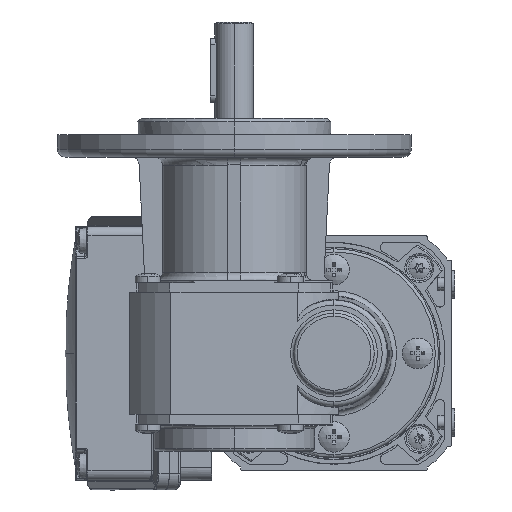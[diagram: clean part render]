
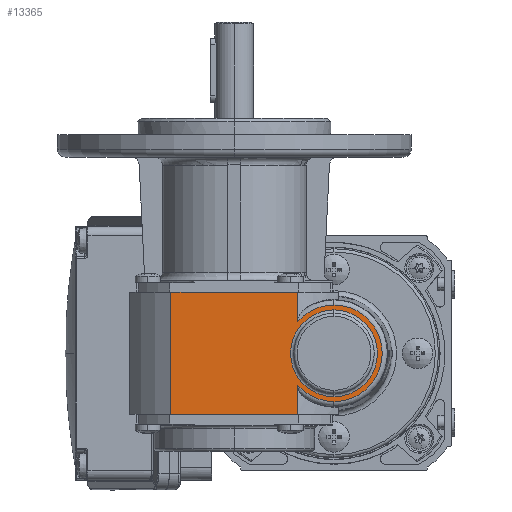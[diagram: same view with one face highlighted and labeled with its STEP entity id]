
A CAD part, left-side view. The second image highlights one B-rep face of the part: STEP entity #13365.
In plain terms, the highlighted planar face has unit normal (-1, 0, 0).
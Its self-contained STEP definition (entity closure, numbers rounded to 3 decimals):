
#13365=ADVANCED_FACE('NONE',(#22163,#22164),#22165,.F.);
#22163=FACE_OUTER_BOUND('',#34576,.T.);
#22164=FACE_BOUND('',#34577,.T.);
#22165=PLANE('',#34578);
#34576=EDGE_LOOP('',(#44934,#44935,#44936,#44937,#44938,#44939,#44940,#44941));
#34577=EDGE_LOOP('',(#44942,#44943));
#34578=AXIS2_PLACEMENT_3D('',#44944,#44945,#44946);
#44934=ORIENTED_EDGE('',*,*,#58839,.F.);
#44935=ORIENTED_EDGE('',*,*,#58840,.T.);
#44936=ORIENTED_EDGE('',*,*,#58841,.T.);
#44937=ORIENTED_EDGE('',*,*,#58842,.T.);
#44938=ORIENTED_EDGE('',*,*,#58843,.F.);
#44939=ORIENTED_EDGE('',*,*,#58196,.F.);
#44940=ORIENTED_EDGE('',*,*,#58844,.T.);
#44941=ORIENTED_EDGE('',*,*,#58845,.T.);
#44942=ORIENTED_EDGE('',*,*,#58495,.F.);
#44943=ORIENTED_EDGE('',*,*,#58846,.F.);
#44944=CARTESIAN_POINT('',(-118.15,13.5,-41.75));
#44945=DIRECTION('',(1.0,0.0,0.0));
#44946=DIRECTION('',(0.0,1.0,0.0));
#58196=EDGE_CURVE('NONE',#68844,#68846,#68847,.T.);
#58495=EDGE_CURVE('NONE',#69340,#69342,#69343,.T.);
#58839=EDGE_CURVE('NONE',#69916,#69917,#69918,.T.);
#58840=EDGE_CURVE('NONE',#69916,#69919,#69920,.T.);
#58841=EDGE_CURVE('NONE',#69919,#69921,#69922,.T.);
#58842=EDGE_CURVE('NONE',#69921,#69923,#69924,.T.);
#58843=EDGE_CURVE('NONE',#68846,#69923,#69925,.T.);
#58844=EDGE_CURVE('NONE',#68844,#69926,#69927,.T.);
#58845=EDGE_CURVE('NONE',#69926,#69917,#69928,.T.);
#58846=EDGE_CURVE('NONE',#69342,#69340,#69929,.T.);
#68844=VERTEX_POINT('NONE',#86165);
#68846=VERTEX_POINT('NONE',#86167);
#68847=LINE('',#86168,#86169);
#69340=VERTEX_POINT('NONE',#86969);
#69342=VERTEX_POINT('',#86971);
#69343=CIRCLE('',#86972,13.5);
#69916=VERTEX_POINT('NONE',#88013);
#69917=VERTEX_POINT('NONE',#88014);
#69918=LINE('',#88015,#88016);
#69919=VERTEX_POINT('',#88017);
#69920=CIRCLE('',#88018,15.004);
#69921=VERTEX_POINT('',#88019);
#69922=CIRCLE('',#88020,15.004);
#69923=VERTEX_POINT('NONE',#88021);
#69924=CIRCLE('',#88022,15.004);
#69925=LINE('',#88023,#88024);
#69926=VERTEX_POINT('NONE',#88025);
#69927=LINE('',#88026,#88027);
#69928=LINE('',#88028,#88029);
#69929=CIRCLE('',#88030,13.5);
#86165=CARTESIAN_POINT('',(-118.15,50.691,-22.75));
#86167=CARTESIAN_POINT('',(-118.15,11.309,-22.75));
#86168=CARTESIAN_POINT('',(-118.15,50.691,-22.75));
#86169=VECTOR('',#109449,1000.0);
#86969=CARTESIAN_POINT('',(-118.15,0.,-28.25));
#86971=CARTESIAN_POINT('',(-118.15,0.,-55.25));
#86972=AXIS2_PLACEMENT_3D('',#109756,#109757,#109758);
#88013=CARTESIAN_POINT('',(-118.15,11.309,-51.611));
#88014=CARTESIAN_POINT('',(-118.15,11.309,-60.75));
#88015=CARTESIAN_POINT('',(-118.15,11.309,-22.75));
#88016=VECTOR('',#110195,1000.0);
#88017=CARTESIAN_POINT('',(-118.15,0.,-56.754));
#88018=AXIS2_PLACEMENT_3D('',#110196,#110197,#110198);
#88019=CARTESIAN_POINT('',(-118.15,0.,-26.746));
#88020=AXIS2_PLACEMENT_3D('',#110199,#110200,#110201);
#88021=CARTESIAN_POINT('',(-118.15,11.309,-31.889));
#88022=AXIS2_PLACEMENT_3D('',#110202,#110203,#110204);
#88023=CARTESIAN_POINT('',(-118.15,11.309,-22.75));
#88024=VECTOR('',#110205,1000.0);
#88025=CARTESIAN_POINT('',(-118.15,50.691,-60.75));
#88026=CARTESIAN_POINT('',(-118.15,50.691,-22.75));
#88027=VECTOR('',#110206,1000.0);
#88028=CARTESIAN_POINT('',(-118.15,50.691,-60.75));
#88029=VECTOR('',#110207,1000.0);
#88030=AXIS2_PLACEMENT_3D('',#110208,#110209,#110210);
#109449=DIRECTION('',(0.0,-1.0,0.0));
#109756=CARTESIAN_POINT('',(-118.15,0.,-41.75));
#109757=DIRECTION('',(-1.0,0.0,0.0));
#109758=DIRECTION('',(0.0,0.0,1.0));
#110195=DIRECTION('',(0.0,0.0,-1.0));
#110196=CARTESIAN_POINT('',(-118.15,0.,-41.75));
#110197=DIRECTION('',(-1.0,0.0,0.0));
#110198=DIRECTION('',(0.0,0.0,1.0));
#110199=CARTESIAN_POINT('',(-118.15,0.,-41.75));
#110200=DIRECTION('',(-1.0,0.0,0.0));
#110201=DIRECTION('',(0.0,0.0,1.0));
#110202=CARTESIAN_POINT('',(-118.15,0.,-41.75));
#110203=DIRECTION('',(-1.0,0.0,0.0));
#110204=DIRECTION('',(0.0,0.0,1.0));
#110205=DIRECTION('',(0.0,0.0,-1.0));
#110206=DIRECTION('',(0.0,0.0,-1.0));
#110207=DIRECTION('',(0.0,-1.0,0.0));
#110208=CARTESIAN_POINT('',(-118.15,0.,-41.75));
#110209=DIRECTION('',(-1.0,0.0,0.0));
#110210=DIRECTION('',(0.0,0.0,1.0));
